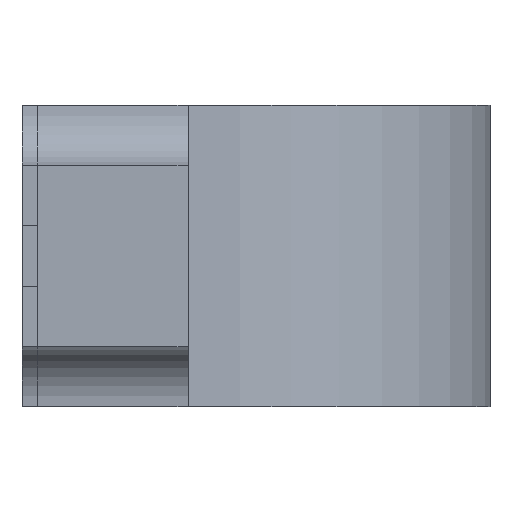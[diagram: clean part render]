
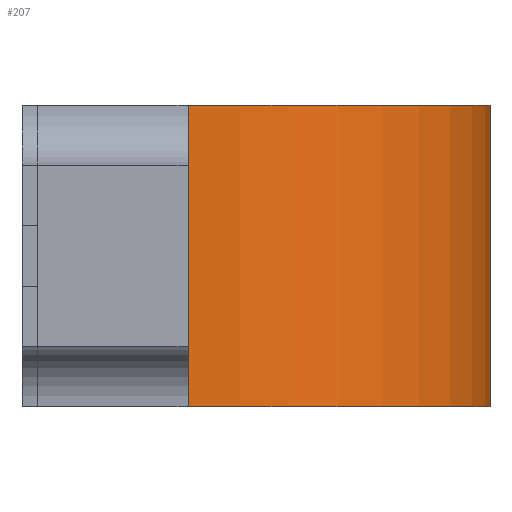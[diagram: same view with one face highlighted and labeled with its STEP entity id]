
A CAD part, left-side view. The second image highlights one B-rep face of the part: STEP entity #207.
In plain terms, the highlighted cylindrical face has radius 1 mm (diameter 2 mm), a partial arc.
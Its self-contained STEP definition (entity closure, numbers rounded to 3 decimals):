
#207=ADVANCED_FACE('',(#599),#601,.T.);
#599=FACE_BOUND('',#600,.T.);
#600=EDGE_LOOP('',(#896,#897,#898,#899));
#601=CYLINDRICAL_SURFACE('',#602,1.);
#602=AXIS2_PLACEMENT_3D('',#603,#604,#605);
#603=CARTESIAN_POINT('',(0.,0.,0.));
#604=DIRECTION('',(0.,0.,1.));
#605=DIRECTION('',(-1.,0.,0.));
#896=ORIENTED_EDGE('',*,*,#1076,.T.);
#897=ORIENTED_EDGE('',*,*,#1075,.T.);
#898=ORIENTED_EDGE('',*,*,#1077,.F.);
#899=ORIENTED_EDGE('',*,*,#1073,.F.);
#1073=EDGE_CURVE('',#1191,#1193,#1194,.T.);
#1075=EDGE_CURVE('',#1190,#1195,#1197,.T.);
#1076=EDGE_CURVE('',#1191,#1190,#1198,.T.);
#1077=EDGE_CURVE('',#1193,#1195,#1199,.T.);
#1190=VERTEX_POINT('',#1416);
#1191=VERTEX_POINT('',#1417);
#1193=VERTEX_POINT('',#1421);
#1194=LINE('',#1422,#1423);
#1195=VERTEX_POINT('',#1425);
#1197=LINE('',#1429,#1430);
#1198=CIRCLE('',#1432,1.);
#1199=CIRCLE('',#1436,1.);
#1416=CARTESIAN_POINT('',(1.,0.,0.));
#1417=CARTESIAN_POINT('',(-1.,0.,0.));
#1421=CARTESIAN_POINT('',(-1.,0.,1.));
#1422=CARTESIAN_POINT('',(-1.,0.,0.));
#1423=VECTOR('',#1424,1.);
#1424=DIRECTION('',(0.,0.,1.));
#1425=CARTESIAN_POINT('',(1.,0.,1.));
#1429=CARTESIAN_POINT('',(1.,0.,0.));
#1430=VECTOR('',#1431,1.);
#1431=DIRECTION('',(0.,0.,1.));
#1432=AXIS2_PLACEMENT_3D('',#1433,#1434,#1435);
#1433=CARTESIAN_POINT('',(0.,0.,0.));
#1434=DIRECTION('',(0.,0.,1.));
#1435=DIRECTION('',(-1.,0.,0.));
#1436=AXIS2_PLACEMENT_3D('',#1437,#1438,#1439);
#1437=CARTESIAN_POINT('',(0.,0.,1.));
#1438=DIRECTION('',(0.,0.,1.));
#1439=DIRECTION('',(-1.,0.,0.));
